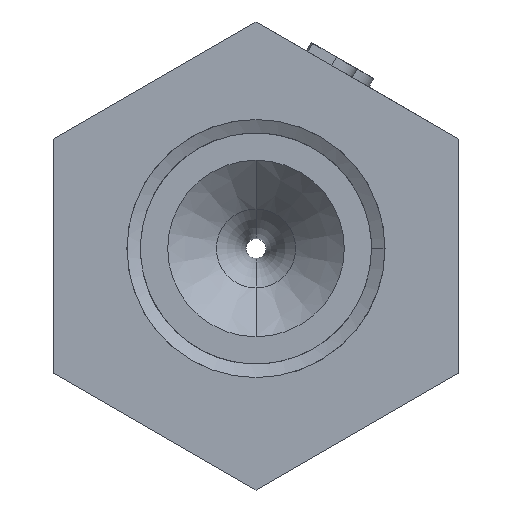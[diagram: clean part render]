
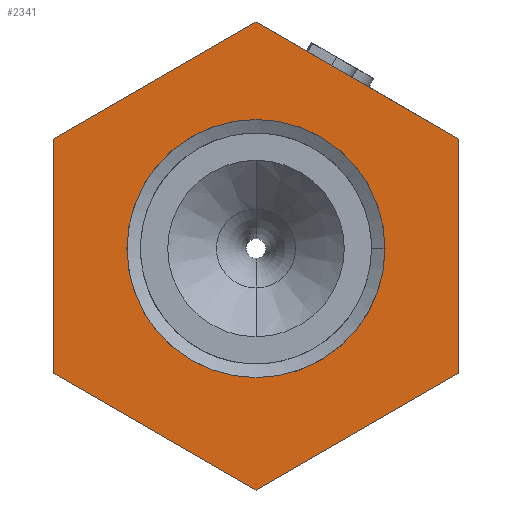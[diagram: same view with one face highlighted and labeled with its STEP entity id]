
A CAD part, front view. The second image highlights one B-rep face of the part: STEP entity #2341.
In plain terms, the highlighted planar face has unit normal (0, -1, 0).
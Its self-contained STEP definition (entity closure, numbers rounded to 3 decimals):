
#92 = EDGE_CURVE ( 'NONE', #1093, #1797, #2981, .T. ) ;
#358 = VERTEX_POINT ( 'NONE', #3899 ) ;
#380 = ORIENTED_EDGE ( 'NONE', *, *, #92, .T. ) ;
#466 = DIRECTION ( 'NONE',  ( 0., 0., -1. ) ) ;
#494 = EDGE_CURVE ( 'NONE', #7126, #358, #6122, .T. ) ;
#555 = DIRECTION ( 'NONE',  ( 0.866, 0., 0.5 ) ) ;
#578 = CARTESIAN_POINT ( 'NONE',  ( 0., 0., 0. ) ) ;
#684 = CARTESIAN_POINT ( 'NONE',  ( -10.33, 0., 5.583 ) ) ;
#753 = VERTEX_POINT ( 'NONE', #1328 ) ;
#790 = ORIENTED_EDGE ( 'NONE', *, *, #5851, .T. ) ;
#895 = VECTOR ( 'NONE', #1876, 1000. ) ;
#1035 = EDGE_CURVE ( 'NONE', #753, #7050, #3641, .T. ) ;
#1093 = VERTEX_POINT ( 'NONE', #6599 ) ;
#1169 = DIRECTION ( 'NONE',  ( 0., -1., 0. ) ) ;
#1177 = FACE_OUTER_BOUND ( 'NONE', #2010, .T. ) ;
#1221 = DIRECTION ( 'NONE',  ( 0., 0., -1. ) ) ;
#1295 = DIRECTION ( 'NONE',  ( 0., 0., -1. ) ) ;
#1328 = CARTESIAN_POINT ( 'NONE',  ( 6.579, 0., 0. ) ) ;
#1348 = LINE ( 'NONE', #2599, #895 ) ;
#1699 = CIRCLE ( 'NONE', #6985, 6.579 ) ;
#1797 = VERTEX_POINT ( 'NONE', #5920 ) ;
#1834 = VECTOR ( 'NONE', #3717, 1000. ) ;
#1876 = DIRECTION ( 'NONE',  ( 0., 0., -1. ) ) ;
#1997 = CARTESIAN_POINT ( 'NONE',  ( 10.33, 0., 5.583 ) ) ;
#2010 = EDGE_LOOP ( 'NONE', ( #4158, #380, #6078, #4294, #790, #3084 ) ) ;
#2061 = VERTEX_POINT ( 'NONE', #684 ) ;
#2250 = CARTESIAN_POINT ( 'NONE',  ( 0., 0., 0. ) ) ;
#2323 = DIRECTION ( 'NONE',  ( 0., -1., 0. ) ) ;
#2341 = ADVANCED_FACE ( 'NONE', ( #5518, #1177 ), #7799, .T. ) ;
#2356 = VECTOR ( 'NONE', #7436, 1000. ) ;
#2423 = LINE ( 'NONE', #7462, #5221 ) ;
#2599 = CARTESIAN_POINT ( 'NONE',  ( -10.33, 0., -5.191 ) ) ;
#2738 = CIRCLE ( 'NONE', #4563, 6.579 ) ;
#2814 = ORIENTED_EDGE ( 'NONE', *, *, #3505, .F. ) ;
#2823 = CARTESIAN_POINT ( 'NONE',  ( 0., 0., -6.579 ) ) ;
#2981 = LINE ( 'NONE', #5418, #3138 ) ;
#3050 = CARTESIAN_POINT ( 'NONE',  ( 10.33, 0., 5.583 ) ) ;
#3084 = ORIENTED_EDGE ( 'NONE', *, *, #7168, .T. ) ;
#3118 = CARTESIAN_POINT ( 'NONE',  ( 0., 0., 0. ) ) ;
#3126 = ORIENTED_EDGE ( 'NONE', *, *, #1035, .F. ) ;
#3138 = VECTOR ( 'NONE', #555, 1000. ) ;
#3206 = EDGE_CURVE ( 'NONE', #7050, #6760, #1699, .T. ) ;
#3459 = CARTESIAN_POINT ( 'NONE',  ( -9.33, 0., -6.923 ) ) ;
#3505 = EDGE_CURVE ( 'NONE', #6760, #753, #2738, .T. ) ;
#3641 = CIRCLE ( 'NONE', #7873, 6.579 ) ;
#3717 = DIRECTION ( 'NONE',  ( 0., 0., 1. ) ) ;
#3838 = EDGE_CURVE ( 'NONE', #1797, #7126, #6095, .T. ) ;
#3899 = CARTESIAN_POINT ( 'NONE',  ( 0., 0., 11.547 ) ) ;
#4106 = VERTEX_POINT ( 'NONE', #4814 ) ;
#4158 = ORIENTED_EDGE ( 'NONE', *, *, #4409, .T. ) ;
#4293 = AXIS2_PLACEMENT_3D ( 'NONE', #578, #2323, #1221 ) ;
#4294 = ORIENTED_EDGE ( 'NONE', *, *, #494, .T. ) ;
#4409 = EDGE_CURVE ( 'NONE', #4106, #1093, #7080, .T. ) ;
#4443 = VECTOR ( 'NONE', #7759, 1000. ) ;
#4563 = AXIS2_PLACEMENT_3D ( 'NONE', #3118, #5593, #1295 ) ;
#4814 = CARTESIAN_POINT ( 'NONE',  ( -10.33, 0., -6.345 ) ) ;
#4983 = CARTESIAN_POINT ( 'NONE',  ( 10.33, 0., -6.345 ) ) ;
#5221 = VECTOR ( 'NONE', #6736, 1000. ) ;
#5418 = CARTESIAN_POINT ( 'NONE',  ( 1., 0., -11.732 ) ) ;
#5513 = CARTESIAN_POINT ( 'NONE',  ( 0., 0., 0. ) ) ;
#5518 = FACE_BOUND ( 'NONE', #7816, .T. ) ;
#5593 = DIRECTION ( 'NONE',  ( 0., -1., 0. ) ) ;
#5851 = EDGE_CURVE ( 'NONE', #358, #2061, #2423, .T. ) ;
#5920 = CARTESIAN_POINT ( 'NONE',  ( 10.33, 0., -6.345 ) ) ;
#6078 = ORIENTED_EDGE ( 'NONE', *, *, #3838, .T. ) ;
#6095 = LINE ( 'NONE', #4983, #1834 ) ;
#6122 = LINE ( 'NONE', #3050, #2356 ) ;
#6203 = ORIENTED_EDGE ( 'NONE', *, *, #3206, .F. ) ;
#6599 = CARTESIAN_POINT ( 'NONE',  ( 0., 0., -12.309 ) ) ;
#6630 = DIRECTION ( 'NONE',  ( 0., 0., -1. ) ) ;
#6642 = CARTESIAN_POINT ( 'NONE',  ( 0., 0., 6.579 ) ) ;
#6736 = DIRECTION ( 'NONE',  ( -0.866, 0., -0.5 ) ) ;
#6760 = VERTEX_POINT ( 'NONE', #2823 ) ;
#6985 = AXIS2_PLACEMENT_3D ( 'NONE', #5513, #1169, #6630 ) ;
#7050 = VERTEX_POINT ( 'NONE', #6642 ) ;
#7080 = LINE ( 'NONE', #3459, #4443 ) ;
#7126 = VERTEX_POINT ( 'NONE', #1997 ) ;
#7168 = EDGE_CURVE ( 'NONE', #2061, #4106, #1348, .T. ) ;
#7195 = DIRECTION ( 'NONE',  ( 0., -1., 0. ) ) ;
#7436 = DIRECTION ( 'NONE',  ( -0.866, 0., 0.5 ) ) ;
#7462 = CARTESIAN_POINT ( 'NONE',  ( 0., 0., 11.547 ) ) ;
#7759 = DIRECTION ( 'NONE',  ( 0.866, 0., -0.5 ) ) ;
#7799 = PLANE ( 'NONE',  #4293 ) ;
#7816 = EDGE_LOOP ( 'NONE', ( #3126, #2814, #6203 ) ) ;
#7873 = AXIS2_PLACEMENT_3D ( 'NONE', #2250, #7195, #466 ) ;
